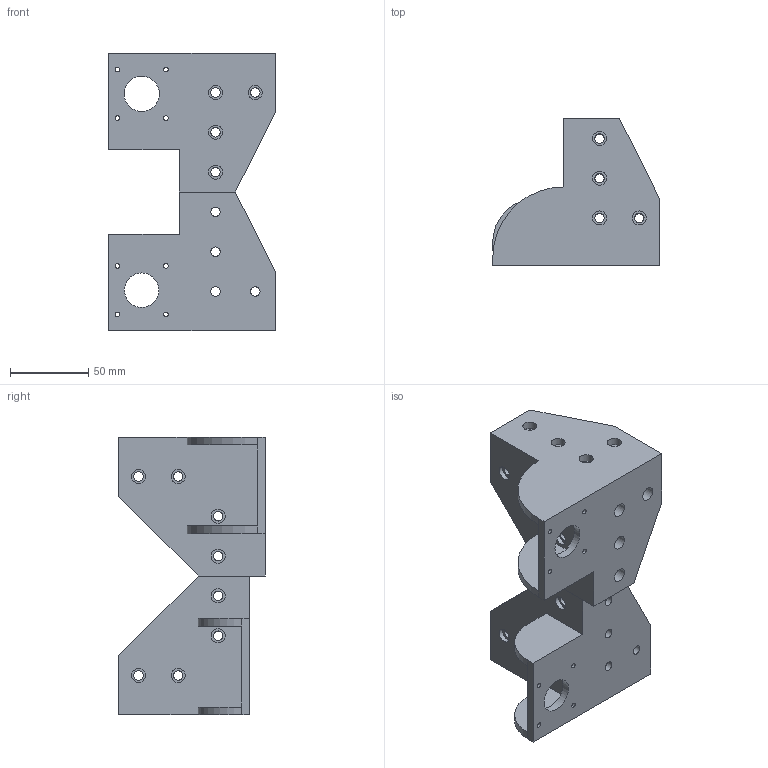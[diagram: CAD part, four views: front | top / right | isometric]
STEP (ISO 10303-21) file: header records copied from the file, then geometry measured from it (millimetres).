
FILE_DESCRIPTION(/* description */ ('STEP AP242','CAx-IF Rec.Pracs.---Representation and Presentation of Product Manufacturing Information (PMI)---4.0---2014-10-13','CAx-IF Rec.Pracs.---3D Tessellated Geometry---0.4---2014-09-14','2;1'),/* implementation_level */ '2;1');
FILE_NAME(/* name */ '67ae9fe59ad5e62a100195da',/* time_stamp */ '2025-02-14T01:44:05Z',/* author */ (''),/* organization */ (''),/* preprocessor_version */ 'ST-DEVELOPER v20',/* originating_system */ 'ONSHAPE BY PTC INC, 1.193',/* authorisation */ ' ');
FILE_SCHEMA (('AP242_MANAGED_MODEL_BASED_3D_ENGINEERING_MIM_LF { 1 0 10303 442 1 1 4 }'));
Length unit declared in the file: metre
Products named in the file (2): Part 2; Part 1
Bounding box: 106.3 x 93.7 x 177.4 mm (x, y, z)
Volume: 353966.4 mm3; surface area: 89843.9 mm2
Topology: 2 solids, 2 shells, 114 faces, 271 edges, 181 vertices
Faces by surface type: cylinder 58, plane 56
Full cylindrical faces by diameter (mm): 3 x8, 6 x24, 9 x20, 22 x1, 22.5 x1
Entity records: 3207 total; most frequent: DIRECTION 560, CARTESIAN_POINT 504, ORIENTED_EDGE 424, EDGE_LOOP 256, FACE_BOUND 256, AXIS2_PLACEMENT_3D 232, EDGE_CURVE 212, VERTEX_POINT 176
